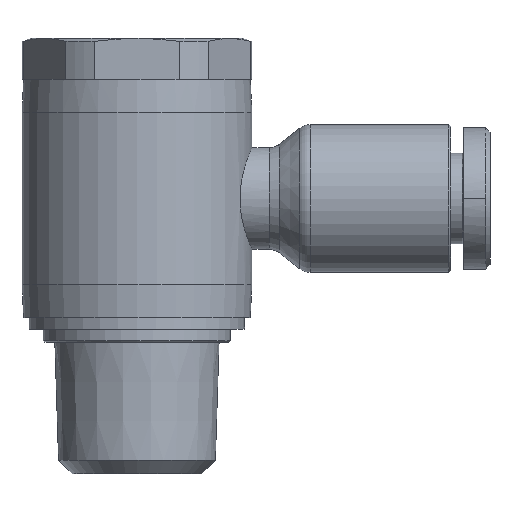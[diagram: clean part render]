
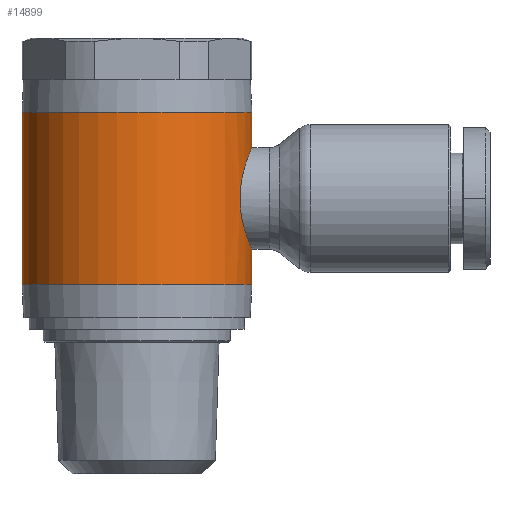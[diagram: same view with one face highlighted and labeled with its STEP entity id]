
A CAD part, front view. The second image highlights one B-rep face of the part: STEP entity #14899.
In plain terms, the highlighted cylindrical face has radius 7 mm (diameter 14 mm), a partial arc.
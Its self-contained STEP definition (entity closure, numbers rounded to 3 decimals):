
#343=CARTESIAN_POINT('',(-8.1,0.,3.1));
#344=VERTEX_POINT('',#343);
#352=CARTESIAN_POINT('',(-8.1,0.,-3.1));
#353=VERTEX_POINT('',#352);
#405=CARTESIAN_POINT('',(-8.1,0.,5.25));
#406=VERTEX_POINT('',#405);
#415=CARTESIAN_POINT('',(5.9,0.,5.25));
#416=VERTEX_POINT('',#415);
#503=CARTESIAN_POINT('',(-8.1,0.,-5.25));
#504=VERTEX_POINT('',#503);
#520=CARTESIAN_POINT('',(5.9,0.,-5.25));
#521=VERTEX_POINT('',#520);
#543=CARTESIAN_POINT('',(-8.1,0.,-5.25));
#544=DIRECTION('',(0.0,0.0,1.0));
#545=VECTOR('',#544,2.15);
#546=LINE('',#543,#545);
#547=EDGE_CURVE('',#504,#353,#546,.T.);
#550=CARTESIAN_POINT('',(5.9,0.,5.25));
#551=DIRECTION('',(0.0,0.0,-1.0));
#552=VECTOR('',#551,10.5);
#553=LINE('',#550,#552);
#554=EDGE_CURVE('',#416,#521,#553,.T.);
#557=CARTESIAN_POINT('',(-8.1,0.,3.1));
#558=DIRECTION('',(0.0,0.0,1.0));
#559=VECTOR('',#558,2.15);
#560=LINE('',#557,#559);
#561=EDGE_CURVE('',#344,#406,#560,.T.);
#14831=CARTESIAN_POINT('',(-1.1,0.,0.));
#14832=DIRECTION('',(0.,0.,1.0));
#14833=DIRECTION('',(-1.0,0.0,0.0));
#14834=AXIS2_PLACEMENT_3D('',#14831,#14832,#14833);
#14835=CYLINDRICAL_SURFACE('',#14834,7.0);
#14836=ORIENTED_EDGE('',*,*,#547,.T.);
#14837=CARTESIAN_POINT('',(-7.376,3.1,0.));
#14838=VERTEX_POINT('',#14837);
#14839=CARTESIAN_POINT('',(-7.376,3.1,0.));
#14840=CARTESIAN_POINT('',(-7.376,3.1,-0.198));
#14841=CARTESIAN_POINT('',(-7.386,3.081,-0.401));
#14842=CARTESIAN_POINT('',(-7.424,3.001,-0.804));
#14843=CARTESIAN_POINT('',(-7.453,2.94,-1.003));
#14844=CARTESIAN_POINT('',(-7.524,2.781,-1.384));
#14845=CARTESIAN_POINT('',(-7.567,2.683,-1.566));
#14846=CARTESIAN_POINT('',(-7.656,2.456,-1.902));
#14847=CARTESIAN_POINT('',(-7.703,2.328,-2.056));
#14848=CARTESIAN_POINT('',(-7.793,2.056,-2.328));
#14849=CARTESIAN_POINT('',(-7.839,1.902,-2.456));
#14850=CARTESIAN_POINT('',(-7.925,1.566,-2.683));
#14851=CARTESIAN_POINT('',(-7.964,1.384,-2.781));
#14852=CARTESIAN_POINT('',(-8.03,1.003,-2.94));
#14853=CARTESIAN_POINT('',(-8.057,0.804,-3.001));
#14854=CARTESIAN_POINT('',(-8.091,0.401,-3.081));
#14855=CARTESIAN_POINT('',(-8.1,0.197,-3.1));
#14856=CARTESIAN_POINT('',(-8.1,0.,-3.1));
#14857=B_SPLINE_CURVE_WITH_KNOTS('',3,(#14839,#14840,#14841,#14842,#14843,#14844,#14845,#14846,#14847,#14848,#14849,#14850,#14851,#14852,#14853,#14854,#14855,#14856),.UNSPECIFIED.,.F.,.U.,(4,2,2,2,2,2,2,2,4),(0.0,0.593,1.187,1.78,2.374,2.966,3.559,4.151,4.743),.UNSPECIFIED.);
#14858=EDGE_CURVE('',#14838,#353,#14857,.T.);
#14859=ORIENTED_EDGE('',*,*,#14858,.F.);
#14860=CARTESIAN_POINT('',(-8.1,0.,3.1));
#14861=CARTESIAN_POINT('',(-8.1,0.197,3.1));
#14862=CARTESIAN_POINT('',(-8.091,0.401,3.081));
#14863=CARTESIAN_POINT('',(-8.057,0.804,3.001));
#14864=CARTESIAN_POINT('',(-8.03,1.003,2.94));
#14865=CARTESIAN_POINT('',(-7.964,1.384,2.781));
#14866=CARTESIAN_POINT('',(-7.925,1.566,2.683));
#14867=CARTESIAN_POINT('',(-7.839,1.902,2.456));
#14868=CARTESIAN_POINT('',(-7.793,2.056,2.328));
#14869=CARTESIAN_POINT('',(-7.703,2.328,2.056));
#14870=CARTESIAN_POINT('',(-7.656,2.456,1.902));
#14871=CARTESIAN_POINT('',(-7.567,2.683,1.566));
#14872=CARTESIAN_POINT('',(-7.524,2.781,1.384));
#14873=CARTESIAN_POINT('',(-7.453,2.94,1.003));
#14874=CARTESIAN_POINT('',(-7.424,3.001,0.804));
#14875=CARTESIAN_POINT('',(-7.386,3.081,0.401));
#14876=CARTESIAN_POINT('',(-7.376,3.1,0.198));
#14877=CARTESIAN_POINT('',(-7.376,3.1,0.));
#14878=B_SPLINE_CURVE_WITH_KNOTS('',3,(#14860,#14861,#14862,#14863,#14864,#14865,#14866,#14867,#14868,#14869,#14870,#14871,#14872,#14873,#14874,#14875,#14876,#14877),.UNSPECIFIED.,.F.,.U.,(4,2,2,2,2,2,2,2,4),(14.23,14.823,15.415,16.008,16.6,17.194,17.787,18.381,18.974),.UNSPECIFIED.);
#14879=EDGE_CURVE('',#344,#14838,#14878,.T.);
#14880=ORIENTED_EDGE('',*,*,#14879,.F.);
#14881=ORIENTED_EDGE('',*,*,#561,.T.);
#14882=CARTESIAN_POINT('',(-1.1,0.,5.25));
#14883=DIRECTION('',(0.0,0.0,1.0));
#14884=DIRECTION('',(-1.0,0.0,0.0));
#14885=AXIS2_PLACEMENT_3D('',#14882,#14883,#14884);
#14886=CIRCLE('',#14885,7.);
#14887=EDGE_CURVE('',#416,#406,#14886,.T.);
#14888=ORIENTED_EDGE('',*,*,#14887,.F.);
#14889=ORIENTED_EDGE('',*,*,#554,.T.);
#14890=CARTESIAN_POINT('',(-1.1,0.,-5.25));
#14891=DIRECTION('',(0.0,0.0,1.0));
#14892=DIRECTION('',(-1.0,0.0,0.0));
#14893=AXIS2_PLACEMENT_3D('',#14890,#14891,#14892);
#14894=CIRCLE('',#14893,7.);
#14895=EDGE_CURVE('',#521,#504,#14894,.T.);
#14896=ORIENTED_EDGE('',*,*,#14895,.T.);
#14897=EDGE_LOOP('',(#14836,#14859,#14880,#14881,#14888,#14889,#14896));
#14898=FACE_OUTER_BOUND('',#14897,.T.);
#14899=ADVANCED_FACE('',(#14898),#14835,.T.);
